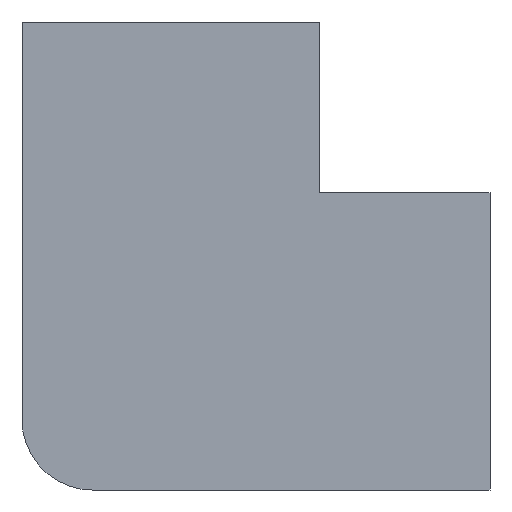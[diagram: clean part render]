
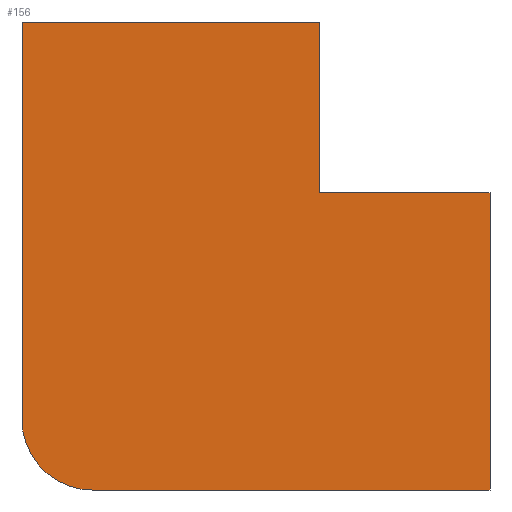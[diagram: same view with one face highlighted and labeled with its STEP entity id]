
A CAD part, left-side view. The second image highlights one B-rep face of the part: STEP entity #156.
In plain terms, the highlighted planar face has unit normal (-1, 0, 0).
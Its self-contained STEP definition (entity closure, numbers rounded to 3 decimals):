
#25 = VECTOR ( 'NONE', #204, 1000. ) ;
#28 = CARTESIAN_POINT ( 'NONE',  ( -21.8, 33.35, 33.35 ) ) ;
#30 = DIRECTION ( 'NONE',  ( 0., 0., -1. ) ) ;
#33 = LINE ( 'NONE', #194, #25 ) ;
#40 = DIRECTION ( 'NONE',  ( 0., 0., 1. ) ) ;
#57 = ORIENTED_EDGE ( 'NONE', *, *, #273, .F. ) ;
#59 = AXIS2_PLACEMENT_3D ( 'NONE', #475, #122, #30 ) ;
#68 = DIRECTION ( 'NONE',  ( 0., 0., -1. ) ) ;
#70 = CARTESIAN_POINT ( 'NONE',  ( -21.8, -33.35, 9.05 ) ) ;
#78 = CARTESIAN_POINT ( 'NONE',  ( -21.8, -9.05, 9.05 ) ) ;
#83 = ORIENTED_EDGE ( 'NONE', *, *, #253, .F. ) ;
#85 = CARTESIAN_POINT ( 'NONE',  ( -21.8, -9.05, 33.35 ) ) ;
#89 = VERTEX_POINT ( 'NONE', #78 ) ;
#95 = EDGE_CURVE ( 'NONE', #356, #162, #33, .T. ) ;
#105 = ORIENTED_EDGE ( 'NONE', *, *, #483, .F. ) ;
#122 = DIRECTION ( 'NONE',  ( 1., 0., 0. ) ) ;
#124 = CARTESIAN_POINT ( 'NONE',  ( -21.8, 33.35, -23.35 ) ) ;
#127 = ORIENTED_EDGE ( 'NONE', *, *, #95, .F. ) ;
#130 = CIRCLE ( 'NONE', #402, 10. ) ;
#131 = LINE ( 'NONE', #85, #513 ) ;
#140 = CARTESIAN_POINT ( 'NONE',  ( -21.8, 23.35, -33.35 ) ) ;
#141 = VERTEX_POINT ( 'NONE', #495 ) ;
#156 = ADVANCED_FACE ( 'NONE', ( #501 ), #369, .F. ) ;
#162 = VERTEX_POINT ( 'NONE', #140 ) ;
#172 = DIRECTION ( 'NONE',  ( 0., 0., -1. ) ) ;
#178 = DIRECTION ( 'NONE',  ( 0., -1., 0. ) ) ;
#194 = CARTESIAN_POINT ( 'NONE',  ( -21.8, 23.35, -33.35 ) ) ;
#204 = DIRECTION ( 'NONE',  ( 0., 1., 0. ) ) ;
#221 = VERTEX_POINT ( 'NONE', #124 ) ;
#225 = CARTESIAN_POINT ( 'NONE',  ( -21.8, 23.35, -23.35 ) ) ;
#229 = EDGE_LOOP ( 'NONE', ( #105, #57, #83, #236, #285, #289, #127 ) ) ;
#236 = ORIENTED_EDGE ( 'NONE', *, *, #352, .F. ) ;
#243 = VERTEX_POINT ( 'NONE', #479 ) ;
#253 = EDGE_CURVE ( 'NONE', #243, #89, #131, .T. ) ;
#265 = VECTOR ( 'NONE', #40, 1000. ) ;
#270 = DIRECTION ( 'NONE',  ( 0., 0., -1. ) ) ;
#273 = EDGE_CURVE ( 'NONE', #89, #300, #299, .T. ) ;
#285 = ORIENTED_EDGE ( 'NONE', *, *, #390, .F. ) ;
#289 = ORIENTED_EDGE ( 'NONE', *, *, #515, .F. ) ;
#298 = DIRECTION ( 'NONE',  ( 0., -1., 0. ) ) ;
#299 = LINE ( 'NONE', #70, #528 ) ;
#300 = VERTEX_POINT ( 'NONE', #451 ) ;
#352 = EDGE_CURVE ( 'NONE', #141, #243, #507, .T. ) ;
#356 = VERTEX_POINT ( 'NONE', #411 ) ;
#369 = PLANE ( 'NONE',  #59 ) ;
#375 = CARTESIAN_POINT ( 'NONE',  ( -21.8, 33.35, 33.35 ) ) ;
#390 = EDGE_CURVE ( 'NONE', #221, #141, #455, .T. ) ;
#402 = AXIS2_PLACEMENT_3D ( 'NONE', #225, #505, #172 ) ;
#411 = CARTESIAN_POINT ( 'NONE',  ( -21.8, -33.35, -33.35 ) ) ;
#412 = VECTOR ( 'NONE', #298, 1000. ) ;
#433 = CARTESIAN_POINT ( 'NONE',  ( -21.8, -33.35, 9.05 ) ) ;
#451 = CARTESIAN_POINT ( 'NONE',  ( -21.8, -33.35, 9.05 ) ) ;
#455 = LINE ( 'NONE', #28, #265 ) ;
#475 = CARTESIAN_POINT ( 'NONE',  ( -21.8, 23.35, -23.35 ) ) ;
#479 = CARTESIAN_POINT ( 'NONE',  ( -21.8, -9.05, 33.35 ) ) ;
#483 = EDGE_CURVE ( 'NONE', #300, #356, #531, .T. ) ;
#495 = CARTESIAN_POINT ( 'NONE',  ( -21.8, 33.35, 33.35 ) ) ;
#501 = FACE_OUTER_BOUND ( 'NONE', #229, .T. ) ;
#505 = DIRECTION ( 'NONE',  ( 1., 0., 0. ) ) ;
#507 = LINE ( 'NONE', #375, #412 ) ;
#513 = VECTOR ( 'NONE', #68, 1000. ) ;
#515 = EDGE_CURVE ( 'NONE', #162, #221, #130, .T. ) ;
#523 = VECTOR ( 'NONE', #270, 1000. ) ;
#528 = VECTOR ( 'NONE', #178, 1000. ) ;
#531 = LINE ( 'NONE', #433, #523 ) ;
